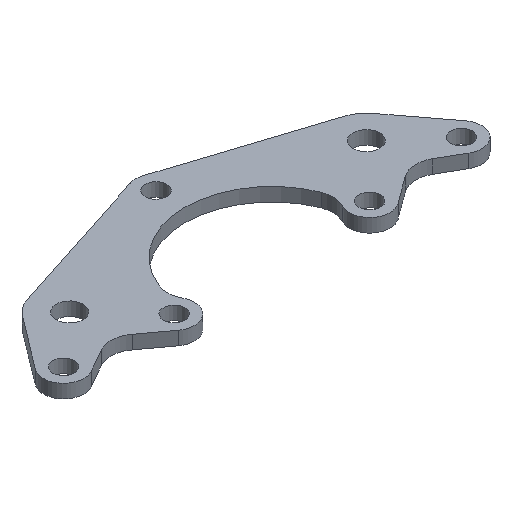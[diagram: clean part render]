
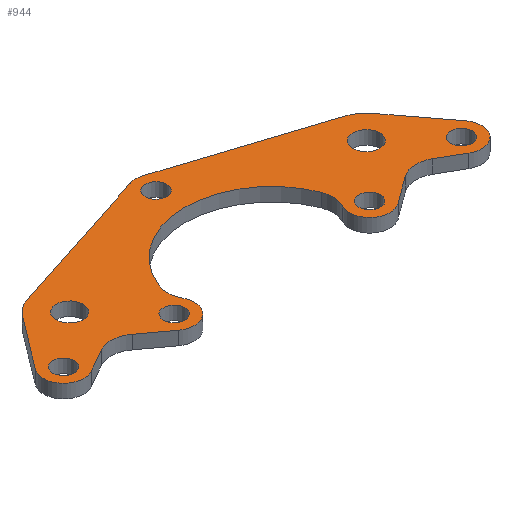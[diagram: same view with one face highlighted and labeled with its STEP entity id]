
A CAD part, isometric view. The second image highlights one B-rep face of the part: STEP entity #944.
In plain terms, the highlighted planar face has unit normal (0, 0, 1).
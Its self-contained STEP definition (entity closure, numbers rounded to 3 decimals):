
#314=FACE_BOUND('',#396,.T.);
#315=FACE_BOUND('',#397,.T.);
#316=FACE_BOUND('',#398,.T.);
#317=FACE_BOUND('',#399,.T.);
#318=FACE_BOUND('',#400,.T.);
#319=FACE_BOUND('',#401,.T.);
#320=FACE_BOUND('',#402,.T.);
#330=PLANE('',#1034);
#359=FACE_OUTER_BOUND('',#395,.T.);
#395=EDGE_LOOP('',(#870,#871,#872,#873,#874,#875,#876,#877,#878,#879,#880,
#881,#882,#883,#884,#885,#886,#887,#888,#889));
#396=EDGE_LOOP('',(#890));
#397=EDGE_LOOP('',(#891));
#398=EDGE_LOOP('',(#892));
#399=EDGE_LOOP('',(#893));
#400=EDGE_LOOP('',(#894));
#401=EDGE_LOOP('',(#895));
#402=EDGE_LOOP('',(#896));
#409=LINE('',#1466,#452);
#414=LINE('',#1481,#457);
#419=LINE('',#1490,#462);
#422=LINE('',#1496,#465);
#427=LINE('',#1534,#470);
#430=LINE('',#1540,#473);
#433=LINE('',#1546,#476);
#436=LINE('',#1552,#479);
#452=VECTOR('',#1142,10.);
#457=VECTOR('',#1155,10.);
#462=VECTOR('',#1162,10.);
#465=VECTOR('',#1167,10.);
#470=VECTOR('',#1204,10.);
#473=VECTOR('',#1209,10.);
#476=VECTOR('',#1214,10.);
#479=VECTOR('',#1219,10.);
#489=CIRCLE('',#969,2.);
#491=CIRCLE('',#972,6.45);
#494=CIRCLE('',#976,2.);
#495=CIRCLE('',#978,2.);
#497=CIRCLE('',#982,2.);
#513=CIRCLE('',#1007,0.8);
#514=CIRCLE('',#1009,1.5);
#515=CIRCLE('',#1011,0.8);
#516=CIRCLE('',#1013,1.5);
#517=CIRCLE('',#1015,1.5);
#518=CIRCLE('',#1017,0.8);
#519=CIRCLE('',#1019,1.5);
#520=CIRCLE('',#1021,0.8);
#521=CIRCLE('',#1023,0.8);
#522=CIRCLE('',#1025,1.5);
#523=CIRCLE('',#1027,2.5);
#524=CIRCLE('',#1029,1.);
#525=CIRCLE('',#1031,2.5);
#526=CIRCLE('',#1033,1.);
#600=VERTEX_POINT('',#1435);
#601=VERTEX_POINT('',#1436);
#604=VERTEX_POINT('',#1444);
#607=VERTEX_POINT('',#1452);
#608=VERTEX_POINT('',#1456);
#609=VERTEX_POINT('',#1457);
#612=VERTEX_POINT('',#1465);
#614=VERTEX_POINT('',#1471);
#615=VERTEX_POINT('',#1472);
#618=VERTEX_POINT('',#1480);
#621=VERTEX_POINT('',#1488);
#623=VERTEX_POINT('',#1494);
#639=VERTEX_POINT('',#1532);
#640=VERTEX_POINT('',#1533);
#641=VERTEX_POINT('',#1538);
#642=VERTEX_POINT('',#1539);
#643=VERTEX_POINT('',#1544);
#644=VERTEX_POINT('',#1545);
#645=VERTEX_POINT('',#1550);
#646=VERTEX_POINT('',#1551);
#647=VERTEX_POINT('',#1556);
#648=VERTEX_POINT('',#1562);
#649=VERTEX_POINT('',#1570);
#650=VERTEX_POINT('',#1576);
#651=VERTEX_POINT('',#1580);
#652=VERTEX_POINT('',#1588);
#653=VERTEX_POINT('',#1594);
#654=EDGE_CURVE('',#600,#601,#489,.T.);
#658=EDGE_CURVE('',#604,#601,#491,.T.);
#662=EDGE_CURVE('',#604,#607,#494,.T.);
#664=EDGE_CURVE('',#608,#609,#495,.T.);
#668=EDGE_CURVE('',#612,#609,#409,.T.);
#671=EDGE_CURVE('',#614,#615,#497,.T.);
#675=EDGE_CURVE('',#618,#615,#414,.T.);
#680=EDGE_CURVE('',#614,#621,#419,.T.);
#683=EDGE_CURVE('',#608,#623,#422,.T.);
#702=EDGE_CURVE('',#639,#640,#427,.T.);
#705=EDGE_CURVE('',#641,#642,#430,.T.);
#708=EDGE_CURVE('',#643,#644,#433,.T.);
#711=EDGE_CURVE('',#645,#646,#436,.T.);
#715=EDGE_CURVE('',#647,#647,#513,.T.);
#716=EDGE_CURVE('',#642,#643,#514,.T.);
#718=EDGE_CURVE('',#648,#648,#515,.T.);
#719=EDGE_CURVE('',#600,#612,#516,.T.);
#720=EDGE_CURVE('',#621,#607,#517,.T.);
#722=EDGE_CURVE('',#649,#649,#518,.T.);
#723=EDGE_CURVE('',#623,#639,#519,.T.);
#725=EDGE_CURVE('',#650,#650,#520,.T.);
#726=EDGE_CURVE('',#651,#651,#521,.T.);
#728=EDGE_CURVE('',#646,#618,#522,.T.);
#729=EDGE_CURVE('',#644,#645,#523,.T.);
#731=EDGE_CURVE('',#652,#652,#524,.T.);
#732=EDGE_CURVE('',#640,#641,#525,.T.);
#734=EDGE_CURVE('',#653,#653,#526,.T.);
#870=ORIENTED_EDGE('',*,*,#720,.T.);
#871=ORIENTED_EDGE('',*,*,#662,.F.);
#872=ORIENTED_EDGE('',*,*,#658,.T.);
#873=ORIENTED_EDGE('',*,*,#654,.F.);
#874=ORIENTED_EDGE('',*,*,#719,.T.);
#875=ORIENTED_EDGE('',*,*,#668,.T.);
#876=ORIENTED_EDGE('',*,*,#664,.F.);
#877=ORIENTED_EDGE('',*,*,#683,.T.);
#878=ORIENTED_EDGE('',*,*,#723,.T.);
#879=ORIENTED_EDGE('',*,*,#702,.T.);
#880=ORIENTED_EDGE('',*,*,#732,.T.);
#881=ORIENTED_EDGE('',*,*,#705,.T.);
#882=ORIENTED_EDGE('',*,*,#716,.T.);
#883=ORIENTED_EDGE('',*,*,#708,.T.);
#884=ORIENTED_EDGE('',*,*,#729,.T.);
#885=ORIENTED_EDGE('',*,*,#711,.T.);
#886=ORIENTED_EDGE('',*,*,#728,.T.);
#887=ORIENTED_EDGE('',*,*,#675,.T.);
#888=ORIENTED_EDGE('',*,*,#671,.F.);
#889=ORIENTED_EDGE('',*,*,#680,.T.);
#890=ORIENTED_EDGE('',*,*,#731,.T.);
#891=ORIENTED_EDGE('',*,*,#725,.T.);
#892=ORIENTED_EDGE('',*,*,#718,.T.);
#893=ORIENTED_EDGE('',*,*,#715,.T.);
#894=ORIENTED_EDGE('',*,*,#722,.T.);
#895=ORIENTED_EDGE('',*,*,#726,.T.);
#896=ORIENTED_EDGE('',*,*,#734,.T.);
#944=ADVANCED_FACE('',(#359,#314,#315,#316,#317,#318,#319,#320),#330,.T.);
#969=AXIS2_PLACEMENT_3D('',#1437,#1112,#1113);
#972=AXIS2_PLACEMENT_3D('',#1445,#1120,#1121);
#976=AXIS2_PLACEMENT_3D('',#1453,#1129,#1130);
#978=AXIS2_PLACEMENT_3D('',#1458,#1134,#1135);
#982=AXIS2_PLACEMENT_3D('',#1473,#1147,#1148);
#1007=AXIS2_PLACEMENT_3D('',#1558,#1225,#1226);
#1009=AXIS2_PLACEMENT_3D('',#1560,#1229,#1230);
#1011=AXIS2_PLACEMENT_3D('',#1564,#1234,#1235);
#1013=AXIS2_PLACEMENT_3D('',#1566,#1238,#1239);
#1015=AXIS2_PLACEMENT_3D('',#1568,#1242,#1243);
#1017=AXIS2_PLACEMENT_3D('',#1572,#1247,#1248);
#1019=AXIS2_PLACEMENT_3D('',#1574,#1251,#1252);
#1021=AXIS2_PLACEMENT_3D('',#1578,#1256,#1257);
#1023=AXIS2_PLACEMENT_3D('',#1581,#1260,#1261);
#1025=AXIS2_PLACEMENT_3D('',#1584,#1265,#1266);
#1027=AXIS2_PLACEMENT_3D('',#1586,#1269,#1270);
#1029=AXIS2_PLACEMENT_3D('',#1590,#1274,#1275);
#1031=AXIS2_PLACEMENT_3D('',#1592,#1278,#1279);
#1033=AXIS2_PLACEMENT_3D('',#1596,#1283,#1284);
#1034=AXIS2_PLACEMENT_3D('',#1597,#1285,#1286);
#1112=DIRECTION('center_axis',(0.,0.,1.));
#1113=DIRECTION('ref_axis',(0.999,-0.054,0.));
#1120=DIRECTION('center_axis',(0.,0.,-1.));
#1121=DIRECTION('ref_axis',(-1.,0.,0.));
#1129=DIRECTION('center_axis',(0.,0.,1.));
#1130=DIRECTION('ref_axis',(-0.999,-0.054,0.));
#1134=DIRECTION('center_axis',(0.,0.,1.));
#1135=DIRECTION('ref_axis',(-0.057,0.998,0.));
#1142=DIRECTION('',(0.806,0.593,0.));
#1147=DIRECTION('center_axis',(0.,0.,1.));
#1148=DIRECTION('ref_axis',(0.057,0.998,0.));
#1155=DIRECTION('',(0.868,0.497,0.));
#1162=DIRECTION('',(0.806,-0.593,0.));
#1167=DIRECTION('',(0.868,-0.497,0.));
#1204=DIRECTION('',(-0.603,0.798,0.));
#1209=DIRECTION('',(-0.952,0.307,0.));
#1214=DIRECTION('',(-0.952,-0.307,0.));
#1219=DIRECTION('',(-0.603,-0.798,0.));
#1225=DIRECTION('center_axis',(0.,0.,-1.));
#1226=DIRECTION('ref_axis',(-1.,0.,0.));
#1229=DIRECTION('center_axis',(0.,0.,1.));
#1230=DIRECTION('ref_axis',(1.,0.,0.));
#1234=DIRECTION('center_axis',(0.,0.,-1.));
#1235=DIRECTION('ref_axis',(-1.,0.,0.));
#1238=DIRECTION('center_axis',(0.,0.,1.));
#1239=DIRECTION('ref_axis',(-1.,0.,0.));
#1242=DIRECTION('center_axis',(0.,0.,1.));
#1243=DIRECTION('ref_axis',(1.,0.,0.));
#1247=DIRECTION('center_axis',(0.,0.,-1.));
#1248=DIRECTION('ref_axis',(-1.,0.,0.));
#1251=DIRECTION('center_axis',(0.,0.,1.));
#1252=DIRECTION('ref_axis',(1.,0.,0.));
#1256=DIRECTION('center_axis',(0.,0.,-1.));
#1257=DIRECTION('ref_axis',(-1.,0.,0.));
#1260=DIRECTION('center_axis',(0.,0.,-1.));
#1261=DIRECTION('ref_axis',(1.,0.,0.));
#1265=DIRECTION('center_axis',(0.,0.,1.));
#1266=DIRECTION('ref_axis',(-1.,0.,0.));
#1269=DIRECTION('center_axis',(0.,0.,1.));
#1270=DIRECTION('ref_axis',(1.,0.,0.));
#1274=DIRECTION('center_axis',(0.,0.,-1.));
#1275=DIRECTION('ref_axis',(-1.,0.,0.));
#1278=DIRECTION('center_axis',(0.,0.,1.));
#1279=DIRECTION('ref_axis',(1.,0.,0.));
#1283=DIRECTION('center_axis',(0.,0.,-1.));
#1284=DIRECTION('ref_axis',(-1.,0.,0.));
#1285=DIRECTION('center_axis',(0.,0.,1.));
#1286=DIRECTION('ref_axis',(1.,0.,0.));
#1435=CARTESIAN_POINT('',(5.92,0.693,0.));
#1436=CARTESIAN_POINT('',(6.009,2.344,0.));
#1437=CARTESIAN_POINT('Origin',(4.146,1.617,0.));
#1444=CARTESIAN_POINT('',(-6.009,2.344,0.));
#1445=CARTESIAN_POINT('Origin',(0.,0.,0.));
#1452=CARTESIAN_POINT('',(-5.92,0.693,0.));
#1453=CARTESIAN_POINT('Origin',(-4.146,1.617,0.));
#1456=CARTESIAN_POINT('',(12.3,0.374,0.));
#1457=CARTESIAN_POINT('',(10.121,0.25,0.));
#1458=CARTESIAN_POINT('Origin',(11.306,-1.361,0.));
#1465=CARTESIAN_POINT('',(8.139,-1.208,0.));
#1466=CARTESIAN_POINT('',(10.31,0.389,0.));
#1471=CARTESIAN_POINT('',(-10.121,0.25,0.));
#1472=CARTESIAN_POINT('',(-12.3,0.374,0.));
#1473=CARTESIAN_POINT('Origin',(-11.306,-1.361,0.));
#1480=CARTESIAN_POINT('',(-14.005,-0.602,0.));
#1481=CARTESIAN_POINT('',(-3.598,5.358,0.));
#1488=CARTESIAN_POINT('',(-8.139,-1.208,0.));
#1490=CARTESIAN_POINT('',(-4.688,-3.747,0.));
#1494=CARTESIAN_POINT('',(14.005,-0.602,0.));
#1496=CARTESIAN_POINT('',(10.464,1.426,0.));
#1532=CARTESIAN_POINT('',(15.946,1.605,0.));
#1533=CARTESIAN_POINT('',(12.994,5.508,0.));
#1534=CARTESIAN_POINT('',(15.946,1.605,0.));
#1538=CARTESIAN_POINT('',(11.768,6.379,0.));
#1539=CARTESIAN_POINT('',(0.461,10.028,0.));
#1540=CARTESIAN_POINT('',(11.768,6.379,0.));
#1544=CARTESIAN_POINT('',(-0.461,10.028,0.));
#1545=CARTESIAN_POINT('',(-11.768,6.379,0.));
#1546=CARTESIAN_POINT('',(-0.461,10.028,0.));
#1550=CARTESIAN_POINT('',(-12.994,5.508,0.));
#1551=CARTESIAN_POINT('',(-15.946,1.605,0.));
#1552=CARTESIAN_POINT('',(-12.994,5.508,0.));
#1556=CARTESIAN_POINT('',(0.8,8.6,0.));
#1558=CARTESIAN_POINT('Origin',(0.,8.6,0.));
#1560=CARTESIAN_POINT('Origin',(0.,8.6,0.));
#1562=CARTESIAN_POINT('',(8.05,0.,0.));
#1564=CARTESIAN_POINT('Origin',(7.25,0.,0.));
#1566=CARTESIAN_POINT('Origin',(7.25,0.,0.));
#1568=CARTESIAN_POINT('Origin',(-7.25,0.,0.));
#1570=CARTESIAN_POINT('',(-6.45,0.,0.));
#1572=CARTESIAN_POINT('Origin',(-7.25,0.,0.));
#1574=CARTESIAN_POINT('Origin',(14.75,0.7,0.));
#1576=CARTESIAN_POINT('',(15.55,0.7,0.));
#1578=CARTESIAN_POINT('Origin',(14.75,0.7,0.));
#1580=CARTESIAN_POINT('',(-15.55,0.7,0.));
#1581=CARTESIAN_POINT('Origin',(-14.75,0.7,0.));
#1584=CARTESIAN_POINT('Origin',(-14.75,0.7,0.));
#1586=CARTESIAN_POINT('Origin',(-11.,4.,0.));
#1588=CARTESIAN_POINT('',(-10.,4.,0.));
#1590=CARTESIAN_POINT('Origin',(-11.,4.,0.));
#1592=CARTESIAN_POINT('Origin',(11.,4.,0.));
#1594=CARTESIAN_POINT('',(12.,4.,0.));
#1596=CARTESIAN_POINT('Origin',(11.,4.,0.));
#1597=CARTESIAN_POINT('Origin',(11.,4.,0.));
